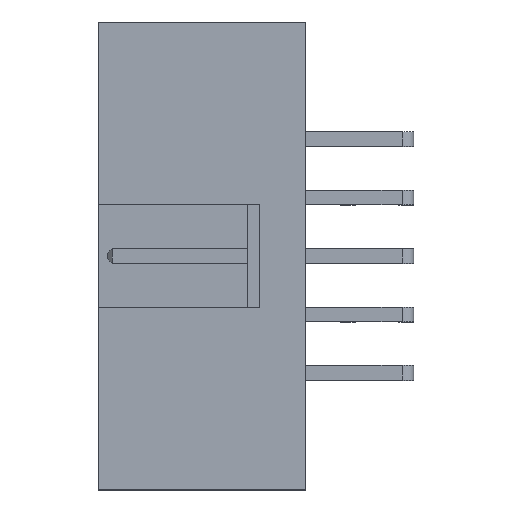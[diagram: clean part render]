
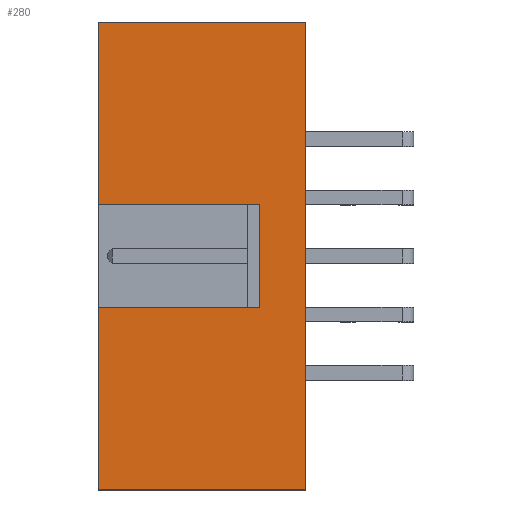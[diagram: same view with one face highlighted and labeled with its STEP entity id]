
A CAD part, top view. The second image highlights one B-rep face of the part: STEP entity #280.
In plain terms, the highlighted planar face has unit normal (0, 0, 1).
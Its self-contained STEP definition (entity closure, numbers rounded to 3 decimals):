
#24 = VERTEX_POINT('',#25);
#25 = CARTESIAN_POINT('',(-12.225,5.08,9.05));
#72 = VERTEX_POINT('',#73);
#73 = CARTESIAN_POINT('',(-3.225,5.08,9.05));
#79 = EDGE_CURVE('',#72,#24,#80,.T.);
#80 = LINE('',#81,#82);
#81 = CARTESIAN_POINT('',(-3.225,5.08,9.05));
#82 = VECTOR('',#83,1.);
#83 = DIRECTION('',(-1.,0.,0.));
#128 = VERTEX_POINT('',#129);
#129 = CARTESIAN_POINT('',(-12.225,-15.24,9.05));
#135 = EDGE_CURVE('',#136,#128,#138,.T.);
#136 = VERTEX_POINT('',#137);
#137 = CARTESIAN_POINT('',(-12.225,-7.33,9.05));
#138 = LINE('',#139,#140);
#139 = CARTESIAN_POINT('',(-12.225,5.08,9.05));
#140 = VECTOR('',#141,1.);
#141 = DIRECTION('',(0.,-1.,0.));
#192 = VERTEX_POINT('',#193);
#193 = CARTESIAN_POINT('',(-12.225,-2.83,9.05));
#199 = EDGE_CURVE('',#24,#192,#200,.T.);
#200 = LINE('',#201,#202);
#201 = CARTESIAN_POINT('',(-12.225,5.08,9.05));
#202 = VECTOR('',#203,1.);
#203 = DIRECTION('',(0.,-1.,0.));
#280 = ADVANCED_FACE('',(#281),#322,.T.);
#281 = FACE_BOUND('',#282,.T.);
#282 = EDGE_LOOP('',(#283,#291,#297,#298,#299,#307,#315,#321));
#283 = ORIENTED_EDGE('',*,*,#284,.F.);
#284 = EDGE_CURVE('',#285,#128,#287,.T.);
#285 = VERTEX_POINT('',#286);
#286 = CARTESIAN_POINT('',(-3.225,-15.24,9.05));
#287 = LINE('',#288,#289);
#288 = CARTESIAN_POINT('',(-3.225,-15.24,9.05));
#289 = VECTOR('',#290,1.);
#290 = DIRECTION('',(-1.,0.,0.));
#291 = ORIENTED_EDGE('',*,*,#292,.F.);
#292 = EDGE_CURVE('',#72,#285,#293,.T.);
#293 = LINE('',#294,#295);
#294 = CARTESIAN_POINT('',(-3.225,5.08,9.05));
#295 = VECTOR('',#296,1.);
#296 = DIRECTION('',(0.,-1.,0.));
#297 = ORIENTED_EDGE('',*,*,#79,.T.);
#298 = ORIENTED_EDGE('',*,*,#199,.T.);
#299 = ORIENTED_EDGE('',*,*,#300,.F.);
#300 = EDGE_CURVE('',#301,#192,#303,.T.);
#301 = VERTEX_POINT('',#302);
#302 = CARTESIAN_POINT('',(-5.225,-2.83,9.05));
#303 = LINE('',#304,#305);
#304 = CARTESIAN_POINT('',(-5.225,-2.83,9.05));
#305 = VECTOR('',#306,1.);
#306 = DIRECTION('',(-1.,0.,0.));
#307 = ORIENTED_EDGE('',*,*,#308,.T.);
#308 = EDGE_CURVE('',#301,#309,#311,.T.);
#309 = VERTEX_POINT('',#310);
#310 = CARTESIAN_POINT('',(-5.225,-7.33,9.05));
#311 = LINE('',#312,#313);
#312 = CARTESIAN_POINT('',(-5.225,-2.83,9.05));
#313 = VECTOR('',#314,1.);
#314 = DIRECTION('',(0.,-1.,0.));
#315 = ORIENTED_EDGE('',*,*,#316,.T.);
#316 = EDGE_CURVE('',#309,#136,#317,.T.);
#317 = LINE('',#318,#319);
#318 = CARTESIAN_POINT('',(-5.225,-7.33,9.05));
#319 = VECTOR('',#320,1.);
#320 = DIRECTION('',(-1.,0.,0.));
#321 = ORIENTED_EDGE('',*,*,#135,.T.);
#322 = PLANE('',#323);
#323 = AXIS2_PLACEMENT_3D('',#324,#325,#326);
#324 = CARTESIAN_POINT('',(-3.225,5.08,9.05));
#325 = DIRECTION('',(0.,0.,1.));
#326 = DIRECTION('',(-1.,0.,0.));
